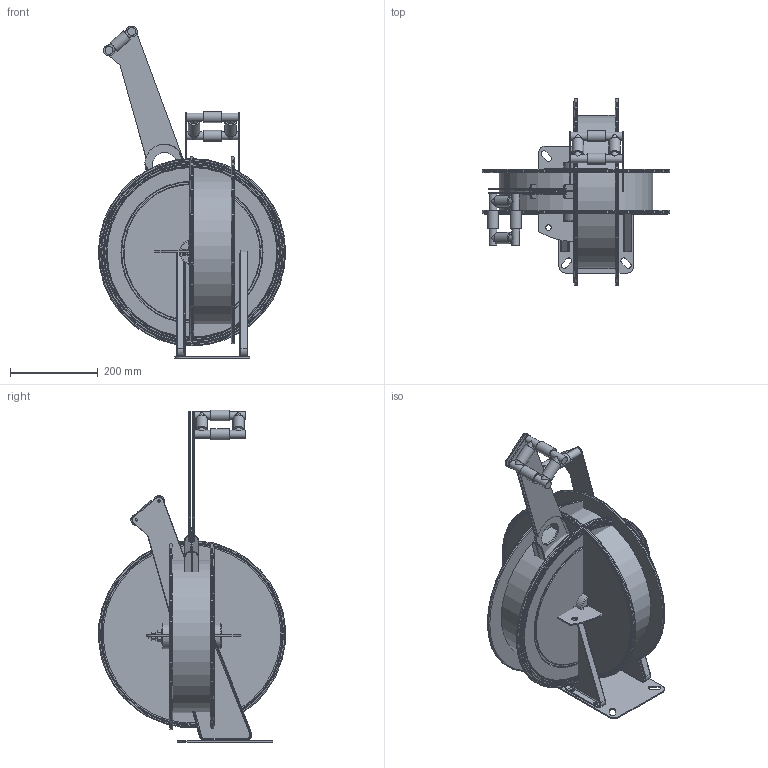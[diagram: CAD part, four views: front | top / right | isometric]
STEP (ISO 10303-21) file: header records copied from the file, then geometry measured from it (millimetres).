
FILE_DESCRIPTION( ( 'Unknown' ), '1' );
FILE_NAME( 'SR00012.stp', 'Unknown', ( 'Unknown' ), ( 'Unknown' ), 'PSStep 14.0', 'Unknown', ' ' );
FILE_SCHEMA( ( 'AUTOMOTIVE_DESIGN { 1 0 10303 214 1 1 1 1 }' ) );
Length unit declared in the file: millimetre
Products named in the file (5): Assem1; 888; 888_0; 888_1; 888_3
Bounding box: 426 x 425.23 x 754.97 mm (x, y, z)
Volume: 19334816 mm3; surface area: 1996182.4 mm2
Topology: 8 solids, 10 shells, 768 faces, 1840 edges, 1148 vertices
Faces by surface type: cylinder 314, plane 300, torus 122, sphere 16, bspline 16
Full cylindrical faces by diameter (mm): 5 x8, 9 x8, 9.093 x2, 10 x8, 12 x4, 13 x6, 15 x2, 18 x16, 25 x4, 26 x4, 34.574 x2, 55 x4, 56.808 x6, 270 x2, 312 x2, 320 x2, 348.596 x2, 404 x2, 426 x4
Entity records: 17298 total; most frequent: CARTESIAN_POINT 3992, DIRECTION 1866, ORIENTED_EDGE 1646, EDGE_CURVE 823, PRESENTATION_STYLE_ASSIGNMENT 765, COLOUR_RGB 765, AXIS2_PLACEMENT_3D 738, VERTEX_POINT 549
